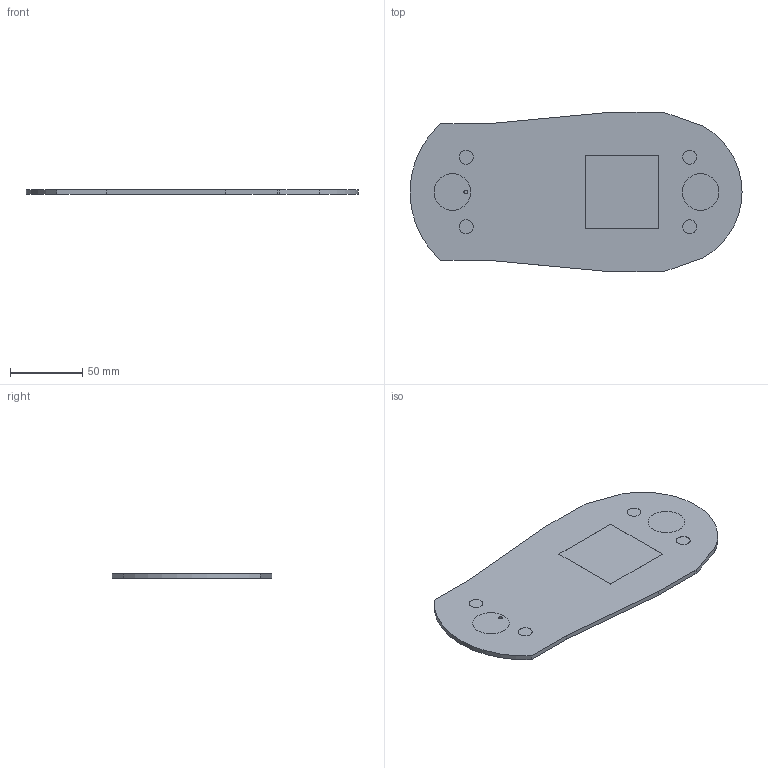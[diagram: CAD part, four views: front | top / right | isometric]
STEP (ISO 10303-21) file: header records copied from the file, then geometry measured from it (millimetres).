
FILE_DESCRIPTION (( 'STEP AP214' ), '1' );
FILE_NAME ('sole_base.STEP', '2025-08-11T18:03:13', ( '' ), ( '' ), 'SwSTEP 2.0', 'SolidWorks 2024', '' );
FILE_SCHEMA (( 'AUTOMOTIVE_DESIGN' ));
Length unit declared in the file: inch
Products named in the file (1): sole_base
Bounding box: 230.24 x 110.5 x 3.17 mm (x, y, z)
Volume: 69171.5 mm3; surface area: 45544 mm2
Topology: 1 solids, 1 shells, 41 faces, 93 edges, 62 vertices
Faces by surface type: plane 24, cylinder 17
Entity records: 1188 total; most frequent: DIRECTION 211, CARTESIAN_POINT 197, ORIENTED_EDGE 186, EDGE_CURVE 93, AXIS2_PLACEMENT_3D 76, VERTEX_POINT 62, VECTOR 59, LINE 59
